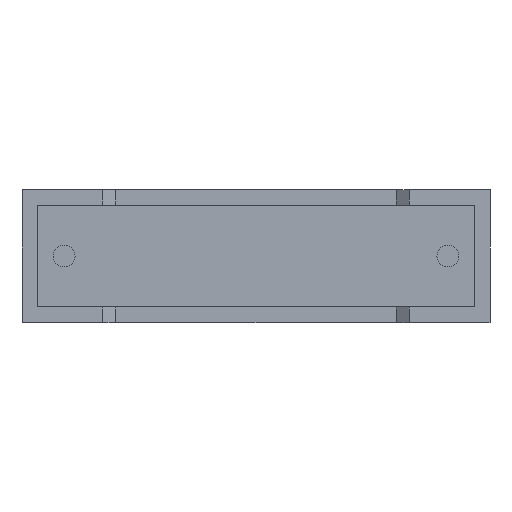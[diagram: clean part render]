
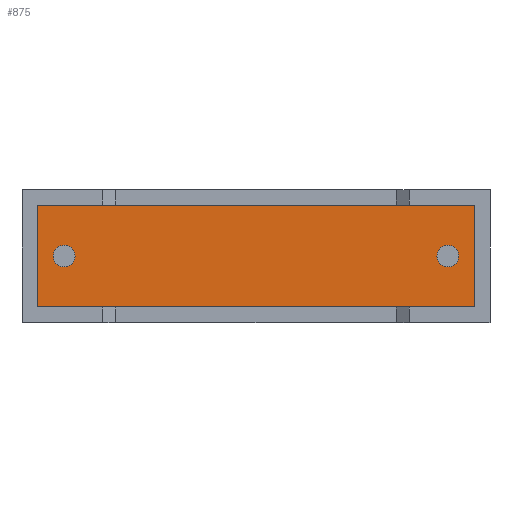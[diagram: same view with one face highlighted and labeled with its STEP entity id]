
A CAD part, front view. The second image highlights one B-rep face of the part: STEP entity #875.
In plain terms, the highlighted planar face has unit normal (0, -1, 0).
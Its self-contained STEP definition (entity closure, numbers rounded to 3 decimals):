
#11 = CARTESIAN_POINT ( 'NONE',  ( 1.65, 0.75, 2.6 ) ) ;
#42 = ORIENTED_EDGE ( 'NONE', *, *, #1610, .F. ) ;
#56 = DIRECTION ( 'NONE',  ( 0., 0., -1. ) ) ;
#63 = VERTEX_POINT ( 'NONE', #1237 ) ;
#94 = DIRECTION ( 'NONE',  ( 0., 0., -1. ) ) ;
#96 = VERTEX_POINT ( 'NONE', #2258 ) ;
#126 = EDGE_CURVE ( 'NONE', #2378, #2199, #2039, .T. ) ;
#209 = VECTOR ( 'NONE', #696, 1000. ) ;
#229 = VECTOR ( 'NONE', #2359, 1000. ) ;
#278 = DIRECTION ( 'NONE',  ( 0., -1., 0. ) ) ;
#308 = CARTESIAN_POINT ( 'NONE',  ( 0.61, 0.75, 4.59 ) ) ;
#338 = EDGE_CURVE ( 'NONE', #3053, #96, #2061, .T. ) ;
#370 = DIRECTION ( 'NONE',  ( 0., -1., 0. ) ) ;
#418 = AXIS2_PLACEMENT_3D ( 'NONE', #1374, #2984, #882 ) ;
#430 = ORIENTED_EDGE ( 'NONE', *, *, #338, .T. ) ;
#431 = CIRCLE ( 'NONE', #734, 0.425 ) ;
#432 = FACE_BOUND ( 'NONE', #1980, .T. ) ;
#504 = ORIENTED_EDGE ( 'NONE', *, *, #541, .F. ) ;
#513 = VECTOR ( 'NONE', #2648, 1000. ) ;
#541 = EDGE_CURVE ( 'NONE', #2998, #1289, #2871, .T. ) ;
#633 = FACE_OUTER_BOUND ( 'NONE', #709, .T. ) ;
#691 = CARTESIAN_POINT ( 'NONE',  ( 1.65, 0.75, 2.175 ) ) ;
#696 = DIRECTION ( 'NONE',  ( 0., 0., 1. ) ) ;
#709 = EDGE_LOOP ( 'NONE', ( #2520, #1510, #430, #2251 ) ) ;
#734 = AXIS2_PLACEMENT_3D ( 'NONE', #781, #278, #56 ) ;
#766 = EDGE_CURVE ( 'NONE', #63, #2403, #1026, .T. ) ;
#781 = CARTESIAN_POINT ( 'NONE',  ( 16.65, 0.75, 2.6 ) ) ;
#783 = VECTOR ( 'NONE', #1787, 1000. ) ;
#871 = CARTESIAN_POINT ( 'NONE',  ( 16.65, 0.75, 2.175 ) ) ;
#875 = ADVANCED_FACE ( 'NONE', ( #432, #633, #1831 ), #2051, .T. ) ;
#882 = DIRECTION ( 'NONE',  ( 0., 0., -1. ) ) ;
#1026 = LINE ( 'NONE', #308, #513 ) ;
#1031 = CIRCLE ( 'NONE', #2293, 0.425 ) ;
#1080 = CARTESIAN_POINT ( 'NONE',  ( 17.69, 0.75, 4.59 ) ) ;
#1237 = CARTESIAN_POINT ( 'NONE',  ( 0.61, 0.75, 4.59 ) ) ;
#1246 = ORIENTED_EDGE ( 'NONE', *, *, #126, .F. ) ;
#1258 = LINE ( 'NONE', #1728, #229 ) ;
#1289 = VERTEX_POINT ( 'NONE', #1291 ) ;
#1291 = CARTESIAN_POINT ( 'NONE',  ( 1.65, 0.75, 3.025 ) ) ;
#1305 = DIRECTION ( 'NONE',  ( 0., 0., -1. ) ) ;
#1374 = CARTESIAN_POINT ( 'NONE',  ( 0., 0.75, 0. ) ) ;
#1501 = DIRECTION ( 'NONE',  ( 0., -1., 0. ) ) ;
#1510 = ORIENTED_EDGE ( 'NONE', *, *, #1633, .T. ) ;
#1513 = DIRECTION ( 'NONE',  ( 0., 0., -1. ) ) ;
#1610 = EDGE_CURVE ( 'NONE', #2199, #2378, #431, .T. ) ;
#1633 = EDGE_CURVE ( 'NONE', #2403, #3053, #1258, .T. ) ;
#1712 = EDGE_CURVE ( 'NONE', #1289, #2998, #1031, .T. ) ;
#1718 = EDGE_CURVE ( 'NONE', #96, #63, #2944, .T. ) ;
#1728 = CARTESIAN_POINT ( 'NONE',  ( 0.61, 0.75, 0.61 ) ) ;
#1787 = DIRECTION ( 'NONE',  ( -1., 0., 0. ) ) ;
#1831 = FACE_BOUND ( 'NONE', #2622, .T. ) ;
#1846 = AXIS2_PLACEMENT_3D ( 'NONE', #2048, #370, #94 ) ;
#1868 = CARTESIAN_POINT ( 'NONE',  ( 17.69, 0.75, 0.61 ) ) ;
#1980 = EDGE_LOOP ( 'NONE', ( #42, #1246 ) ) ;
#2039 = CIRCLE ( 'NONE', #1846, 0.425 ) ;
#2048 = CARTESIAN_POINT ( 'NONE',  ( 16.65, 0.75, 2.6 ) ) ;
#2051 = PLANE ( 'NONE',  #418 ) ;
#2061 = LINE ( 'NONE', #1868, #209 ) ;
#2199 = VERTEX_POINT ( 'NONE', #2316 ) ;
#2251 = ORIENTED_EDGE ( 'NONE', *, *, #1718, .T. ) ;
#2258 = CARTESIAN_POINT ( 'NONE',  ( 17.69, 0.75, 4.59 ) ) ;
#2293 = AXIS2_PLACEMENT_3D ( 'NONE', #11, #2912, #1513 ) ;
#2316 = CARTESIAN_POINT ( 'NONE',  ( 16.65, 0.75, 3.025 ) ) ;
#2359 = DIRECTION ( 'NONE',  ( 1., 0., 0. ) ) ;
#2378 = VERTEX_POINT ( 'NONE', #871 ) ;
#2403 = VERTEX_POINT ( 'NONE', #2936 ) ;
#2520 = ORIENTED_EDGE ( 'NONE', *, *, #766, .T. ) ;
#2554 = CARTESIAN_POINT ( 'NONE',  ( 17.69, 0.75, 0.61 ) ) ;
#2619 = AXIS2_PLACEMENT_3D ( 'NONE', #2915, #1501, #1305 ) ;
#2622 = EDGE_LOOP ( 'NONE', ( #2767, #504 ) ) ;
#2648 = DIRECTION ( 'NONE',  ( 0., 0., -1. ) ) ;
#2767 = ORIENTED_EDGE ( 'NONE', *, *, #1712, .F. ) ;
#2871 = CIRCLE ( 'NONE', #2619, 0.425 ) ;
#2912 = DIRECTION ( 'NONE',  ( 0., -1., 0. ) ) ;
#2915 = CARTESIAN_POINT ( 'NONE',  ( 1.65, 0.75, 2.6 ) ) ;
#2936 = CARTESIAN_POINT ( 'NONE',  ( 0.61, 0.75, 0.61 ) ) ;
#2944 = LINE ( 'NONE', #1080, #783 ) ;
#2984 = DIRECTION ( 'NONE',  ( 0., -1., 0. ) ) ;
#2998 = VERTEX_POINT ( 'NONE', #691 ) ;
#3053 = VERTEX_POINT ( 'NONE', #2554 ) ;
